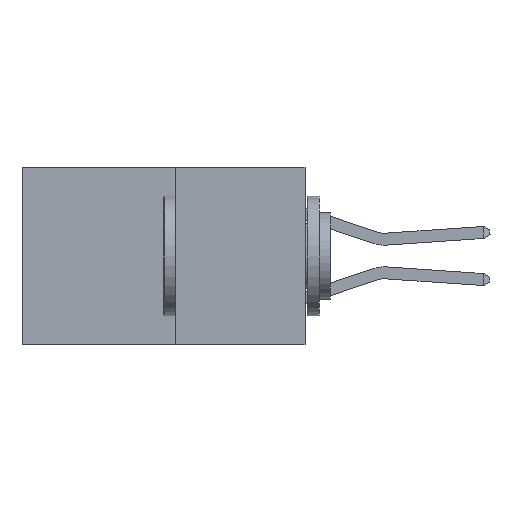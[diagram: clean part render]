
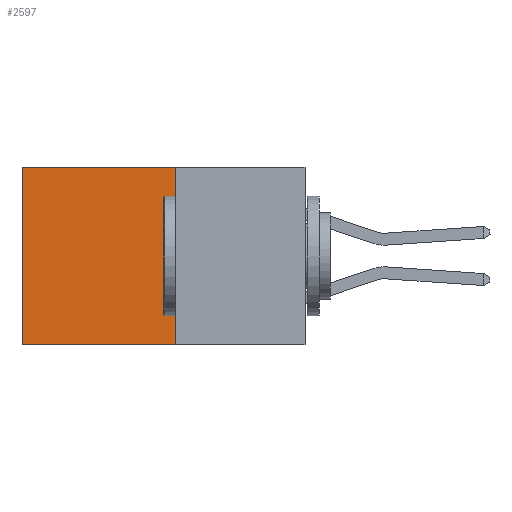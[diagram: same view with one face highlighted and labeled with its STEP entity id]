
A CAD part, left-side view. The second image highlights one B-rep face of the part: STEP entity #2597.
In plain terms, the highlighted planar face has unit normal (-1, 0, 0).
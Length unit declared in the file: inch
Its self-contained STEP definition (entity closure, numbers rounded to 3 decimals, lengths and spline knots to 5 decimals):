
#151 = CARTESIAN_POINT ( 'NONE',  ( 0.277, 0.59, -0.37 ) ) ;
#731 = EDGE_CURVE ( 'NONE', #2395, #13721, #10763, .T. ) ;
#894 = FACE_OUTER_BOUND ( 'NONE', #1680, .T. ) ;
#941 = CARTESIAN_POINT ( 'NONE',  ( 0.277, 0.59, -0.37 ) ) ;
#1609 = CARTESIAN_POINT ( 'NONE',  ( 0.277, 0.27, -0.37 ) ) ;
#1616 = DIRECTION ( 'NONE',  ( 0., 0., -1. ) ) ;
#1680 = EDGE_LOOP ( 'NONE', ( #7625, #11678, #14089, #1790 ) ) ;
#1719 = VECTOR ( 'NONE', #1616, 39.37008 ) ;
#1790 = ORIENTED_EDGE ( 'NONE', *, *, #12554, .T. ) ;
#2395 = VERTEX_POINT ( 'NONE', #15425 ) ;
#2597 = ADVANCED_FACE ( 'NONE', ( #894 ), #13527, .F. ) ;
#2770 = CARTESIAN_POINT ( 'NONE',  ( 0.277, 0.27, -0.37 ) ) ;
#4003 = CARTESIAN_POINT ( 'NONE',  ( 0.277, 0.59, 0. ) ) ;
#5257 = VECTOR ( 'NONE', #7526, 39.37008 ) ;
#5895 = EDGE_CURVE ( 'NONE', #13721, #11684, #13476, .T. ) ;
#7526 = DIRECTION ( 'NONE',  ( 0., 0., -1. ) ) ;
#7625 = ORIENTED_EDGE ( 'NONE', *, *, #12646, .T. ) ;
#9690 = LINE ( 'NONE', #11056, #12577 ) ;
#10763 = LINE ( 'NONE', #1609, #1719 ) ;
#11054 = DIRECTION ( 'NONE',  ( 0., 1., 0. ) ) ;
#11056 = CARTESIAN_POINT ( 'NONE',  ( 0.277, 0.27, 0. ) ) ;
#11073 = CARTESIAN_POINT ( 'NONE',  ( 0.277, 0.27, -0.37 ) ) ;
#11678 = ORIENTED_EDGE ( 'NONE', *, *, #5895, .F. ) ;
#11684 = VERTEX_POINT ( 'NONE', #941 ) ;
#11823 = LINE ( 'NONE', #151, #5257 ) ;
#12319 = DIRECTION ( 'NONE',  ( 0., 1., 0. ) ) ;
#12554 = EDGE_CURVE ( 'NONE', #2395, #12744, #9690, .T. ) ;
#12577 = VECTOR ( 'NONE', #12319, 39.37008 ) ;
#12646 = EDGE_CURVE ( 'NONE', #12744, #11684, #11823, .T. ) ;
#12744 = VERTEX_POINT ( 'NONE', #4003 ) ;
#13102 = VECTOR ( 'NONE', #11054, 39.37008 ) ;
#13292 = CARTESIAN_POINT ( 'NONE',  ( 0.277, 0.27, -0.37 ) ) ;
#13384 = DIRECTION ( 'NONE',  ( 0., 0., -1. ) ) ;
#13476 = LINE ( 'NONE', #11073, #13102 ) ;
#13486 = DIRECTION ( 'NONE',  ( 1., 0., 0. ) ) ;
#13527 = PLANE ( 'NONE',  #15017 ) ;
#13721 = VERTEX_POINT ( 'NONE', #13292 ) ;
#14089 = ORIENTED_EDGE ( 'NONE', *, *, #731, .F. ) ;
#15017 = AXIS2_PLACEMENT_3D ( 'NONE', #2770, #13486, #13384 ) ;
#15425 = CARTESIAN_POINT ( 'NONE',  ( 0.277, 0.27, 0. ) ) ;
